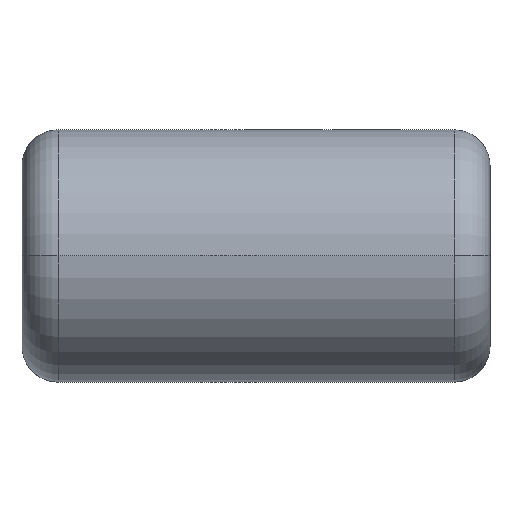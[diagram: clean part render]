
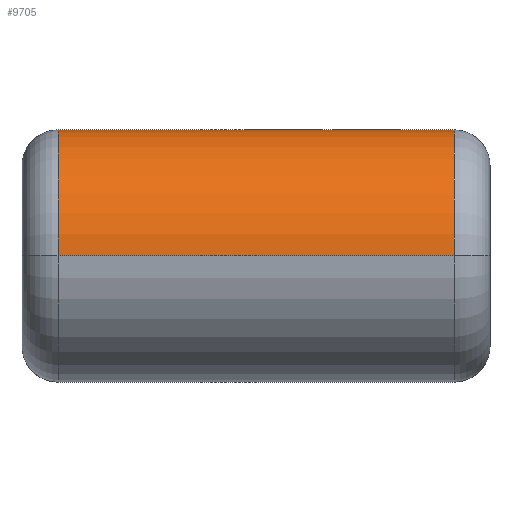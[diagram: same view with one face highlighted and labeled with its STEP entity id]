
A CAD part, top view. The second image highlights one B-rep face of the part: STEP entity #9705.
In plain terms, the highlighted cylindrical face has radius 3.5 mm (diameter 7 mm), a partial arc.
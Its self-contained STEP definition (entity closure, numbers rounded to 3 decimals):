
#251 = EDGE_LOOP ( 'NONE', ( #11990, #3904, #11634, #6570 ) ) ;
#502 = CARTESIAN_POINT ( 'NONE',  ( 5.5, 3.5, 6.5 ) ) ;
#545 = CARTESIAN_POINT ( 'NONE',  ( -5.5, 0., 10. ) ) ;
#579 = EDGE_CURVE ( 'NONE', #7748, #2308, #5167, .T. ) ;
#948 = EDGE_CURVE ( 'NONE', #6217, #2308, #9845, .T. ) ;
#1005 = FACE_OUTER_BOUND ( 'NONE', #251, .T. ) ;
#1718 = DIRECTION ( 'NONE',  ( 0., 0., 1. ) ) ;
#2083 = AXIS2_PLACEMENT_3D ( 'NONE', #2268, #2919, #10794 ) ;
#2111 = DIRECTION ( 'NONE',  ( 1., 0., 0. ) ) ;
#2268 = CARTESIAN_POINT ( 'NONE',  ( -5.5, 0., 6.5 ) ) ;
#2308 = VERTEX_POINT ( 'NONE', #502 ) ;
#2390 = VECTOR ( 'NONE', #7956, 1000. ) ;
#2806 = VECTOR ( 'NONE', #2111, 1000. ) ;
#2875 = CARTESIAN_POINT ( 'NONE',  ( -6.5, 3.5, 6.5 ) ) ;
#2919 = DIRECTION ( 'NONE',  ( 1., 0., 0. ) ) ;
#3904 = ORIENTED_EDGE ( 'NONE', *, *, #12359, .T. ) ;
#3994 = CARTESIAN_POINT ( 'NONE',  ( -5.5, 3.5, 6.5 ) ) ;
#4059 = LINE ( 'NONE', #4826, #2390 ) ;
#4275 = DIRECTION ( 'NONE',  ( -1., 0., 0. ) ) ;
#4826 = CARTESIAN_POINT ( 'NONE',  ( 0., 0., 10. ) ) ;
#5167 = CIRCLE ( 'NONE', #11661, 3.5 ) ;
#6051 = CYLINDRICAL_SURFACE ( 'NONE', #8109, 3.5 ) ;
#6217 = VERTEX_POINT ( 'NONE', #3994 ) ;
#6355 = DIRECTION ( 'NONE',  ( 0., 0., 1. ) ) ;
#6570 = ORIENTED_EDGE ( 'NONE', *, *, #579, .T. ) ;
#6796 = CIRCLE ( 'NONE', #2083, 3.5 ) ;
#7034 = CARTESIAN_POINT ( 'NONE',  ( 5.5, 0., 10. ) ) ;
#7668 = DIRECTION ( 'NONE',  ( -1., 0., 0. ) ) ;
#7748 = VERTEX_POINT ( 'NONE', #7034 ) ;
#7869 = EDGE_CURVE ( 'NONE', #7748, #8990, #4059, .T. ) ;
#7956 = DIRECTION ( 'NONE',  ( -1., 0., 0. ) ) ;
#8109 = AXIS2_PLACEMENT_3D ( 'NONE', #11042, #4275, #6355 ) ;
#8557 = CARTESIAN_POINT ( 'NONE',  ( 5.5, 0., 6.5 ) ) ;
#8990 = VERTEX_POINT ( 'NONE', #545 ) ;
#9705 = ADVANCED_FACE ( 'NONE', ( #1005 ), #6051, .T. ) ;
#9845 = LINE ( 'NONE', #2875, #2806 ) ;
#10794 = DIRECTION ( 'NONE',  ( 0., 0., -1. ) ) ;
#11042 = CARTESIAN_POINT ( 'NONE',  ( 0., 0., 6.5 ) ) ;
#11634 = ORIENTED_EDGE ( 'NONE', *, *, #7869, .F. ) ;
#11661 = AXIS2_PLACEMENT_3D ( 'NONE', #8557, #7668, #1718 ) ;
#11990 = ORIENTED_EDGE ( 'NONE', *, *, #948, .F. ) ;
#12359 = EDGE_CURVE ( 'NONE', #6217, #8990, #6796, .T. ) ;
